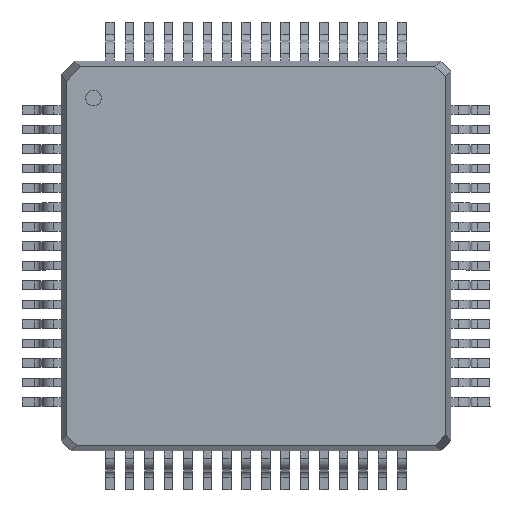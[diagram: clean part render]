
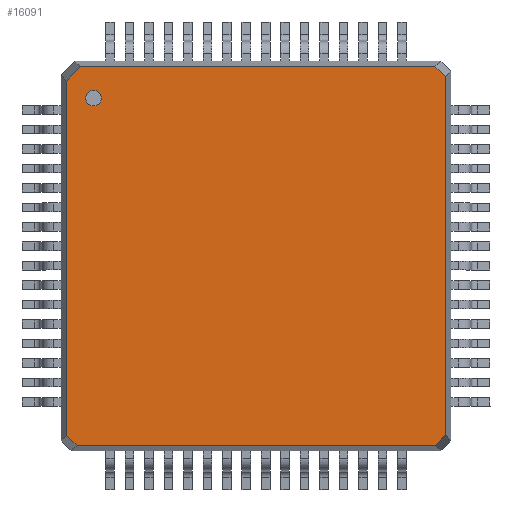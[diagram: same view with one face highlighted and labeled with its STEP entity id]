
A CAD part, top view. The second image highlights one B-rep face of the part: STEP entity #16091.
In plain terms, the highlighted planar face has unit normal (0, 0, 1).
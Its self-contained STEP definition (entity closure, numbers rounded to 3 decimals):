
#13=FACE_BOUND('',#2047,.T.);
#257=CIRCLE('',#17196,0.2);
#1122=FACE_OUTER_BOUND('',#2046,.T.);
#2046=EDGE_LOOP('',(#11521,#11522,#11523,#11524,#11525,#11526,#11527,#11528));
#2047=EDGE_LOOP('',(#11529));
#3190=LINE('',#24183,#5055);
#3194=LINE('',#24190,#5059);
#3197=LINE('',#24196,#5062);
#3199=LINE('',#24201,#5064);
#3202=LINE('',#24205,#5067);
#3203=LINE('',#24206,#5068);
#3204=LINE('',#24207,#5069);
#3205=LINE('',#24208,#5070);
#5055=VECTOR('',#19386,1000.);
#5059=VECTOR('',#19392,1000.);
#5062=VECTOR('',#19397,1000.);
#5064=VECTOR('',#19401,1000.);
#5067=VECTOR('',#19406,1000.);
#5068=VECTOR('',#19407,1000.);
#5069=VECTOR('',#19408,1000.);
#5070=VECTOR('',#19409,1000.);
#6831=VERTEX_POINT('',#24106);
#6865=VERTEX_POINT('',#24181);
#6866=VERTEX_POINT('',#24182);
#6867=VERTEX_POINT('',#24187);
#6868=VERTEX_POINT('',#24189);
#6869=VERTEX_POINT('',#24193);
#6870=VERTEX_POINT('',#24195);
#6871=VERTEX_POINT('',#24199);
#6872=VERTEX_POINT('',#24200);
#8585=EDGE_CURVE('',#6831,#6831,#257,.T.);
#8620=EDGE_CURVE('',#6865,#6866,#3190,.T.);
#8624=EDGE_CURVE('',#6868,#6867,#3194,.T.);
#8627=EDGE_CURVE('',#6870,#6869,#3197,.T.);
#8629=EDGE_CURVE('',#6871,#6872,#3199,.T.);
#8632=EDGE_CURVE('',#6869,#6871,#3202,.T.);
#8633=EDGE_CURVE('',#6872,#6865,#3203,.T.);
#8634=EDGE_CURVE('',#6866,#6868,#3204,.T.);
#8635=EDGE_CURVE('',#6867,#6870,#3205,.T.);
#11521=ORIENTED_EDGE('',*,*,#8627,.T.);
#11522=ORIENTED_EDGE('',*,*,#8632,.T.);
#11523=ORIENTED_EDGE('',*,*,#8629,.T.);
#11524=ORIENTED_EDGE('',*,*,#8633,.T.);
#11525=ORIENTED_EDGE('',*,*,#8620,.T.);
#11526=ORIENTED_EDGE('',*,*,#8634,.T.);
#11527=ORIENTED_EDGE('',*,*,#8624,.T.);
#11528=ORIENTED_EDGE('',*,*,#8635,.T.);
#11529=ORIENTED_EDGE('',*,*,#8585,.T.);
#15367=PLANE('',#17207);
#16091=ADVANCED_FACE('',(#1122,#13),#15367,.T.);
#17196=AXIS2_PLACEMENT_3D('',#24107,#19337,#19338);
#17207=AXIS2_PLACEMENT_3D('',#24204,#19404,#19405);
#19337=DIRECTION('center_axis',(0.,0.,
-1.));
#19338=DIRECTION('ref_axis',(-1.,0.,0.));
#19386=DIRECTION('',(1.,0.,0.));
#19392=DIRECTION('',(0.,1.,0.));
#19397=DIRECTION('',(-1.,0.,0.));
#19401=DIRECTION('',(0.,-1.,0.));
#19404=DIRECTION('center_axis',(0.,0.,
1.));
#19405=DIRECTION('ref_axis',(0.,-1.,0.));
#19406=DIRECTION('',(-0.691,-0.723,0.));
#19407=DIRECTION('',(0.723,-0.691,0.));
#19408=DIRECTION('',(0.691,0.723,0.));
#19409=DIRECTION('',(-0.723,0.691,0.));
#24106=CARTESIAN_POINT('',(-3.972,4.12,1.603));
#24107=CARTESIAN_POINT('Origin',(-4.172,4.12,1.603));
#24181=CARTESIAN_POINT('',(-4.594,-4.793,1.603));
#24182=CARTESIAN_POINT('',(4.606,-4.793,1.603));
#24183=CARTESIAN_POINT('',(-5.,-4.793,1.603));
#24187=CARTESIAN_POINT('',(4.861,4.675,1.603));
#24189=CARTESIAN_POINT('',(4.861,-4.526,1.603));
#24190=CARTESIAN_POINT('',(4.861,-4.931,1.603));
#24193=CARTESIAN_POINT('',(-4.504,4.93,1.603));
#24195=CARTESIAN_POINT('',(4.594,4.93,1.603));
#24196=CARTESIAN_POINT('',(5.,4.93,1.603));
#24199=CARTESIAN_POINT('',(-4.861,4.556,1.603));
#24200=CARTESIAN_POINT('',(-4.861,-4.537,1.603));
#24201=CARTESIAN_POINT('',(-4.861,5.069,1.603));
#24204=CARTESIAN_POINT('Origin',(0.,0.069,
1.603));
#24205=CARTESIAN_POINT('',(-4.782,4.639,1.603));
#24206=CARTESIAN_POINT('',(-4.622,-4.767,1.603));
#24207=CARTESIAN_POINT('',(4.835,-4.553,1.603));
#24208=CARTESIAN_POINT('',(4.622,4.904,1.603));
